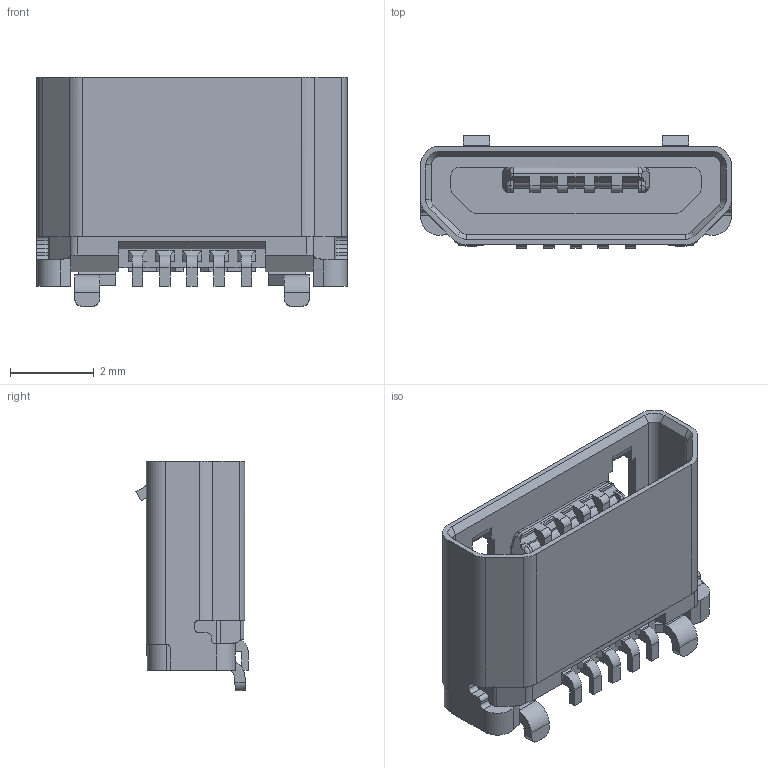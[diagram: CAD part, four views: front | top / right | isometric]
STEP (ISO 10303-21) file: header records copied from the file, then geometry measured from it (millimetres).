
FILE_DESCRIPTION (( 'STEP AP203' ), '1' );
FILE_NAME ('K3D-DX4R005HJ5-V1_JAE_Proprietary.STEP', '2013-03-08T05:38:42', ( '' ), ( '' ), 'SwSTEP 2.0', 'SolidWorks 2012', '' );
FILE_SCHEMA (( 'CONFIG_CONTROL_DESIGN' ));
Length unit declared in the file: millimetre
Products named in the file (1): K3D-DX4R005HJ5-V1_JAE_Proprietary
Bounding box: 7.42 x 2.68 x 5.49 mm (x, y, z)
Volume: 37.7 mm3; surface area: 216.1 mm2
Topology: 1 solids, 1 shells, 371 faces, 1033 edges, 666 vertices
Faces by surface type: plane 261, cylinder 96, bspline 8, cone 6
Entity records: 11880 total; most frequent: CARTESIAN_POINT 2243, ORIENTED_EDGE 2066, DIRECTION 1925, EDGE_CURVE 1033, LINE 813, VECTOR 813, VERTEX_POINT 666, AXIS2_PLACEMENT_3D 556
